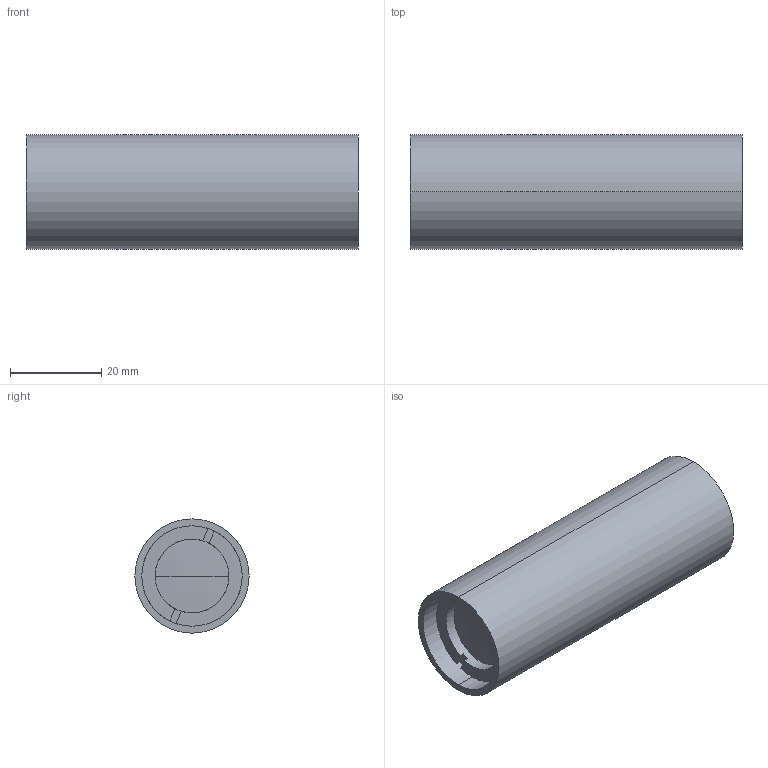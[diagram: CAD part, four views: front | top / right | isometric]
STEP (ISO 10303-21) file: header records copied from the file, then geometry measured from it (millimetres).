
FILE_DESCRIPTION (( 'STEP AP203' ), '1' );
FILE_NAME ('step_45760.step', '2014-11-12T16:19:34', ( '' ), ( '' ), 'SwSTEP 2.0', 'SolidWorks 2014', '' );
FILE_SCHEMA (( 'CONFIG_CONTROL_DESIGN' ));
Length unit declared in the file: millimetre
Products named in the file (1): step_45760
Bounding box: 72.66 x 25 x 25 mm (x, y, z)
Volume: 28980.7 mm3; surface area: 21108.7 mm2
Topology: 13 solids, 13 shells, 115 faces, 246 edges, 164 vertices
Faces by surface type: cylinder 44, bspline 40, plane 29, cone 2
Entity records: 3833 total; most frequent: CARTESIAN_POINT 1258, DIRECTION 558, ORIENTED_EDGE 492, EDGE_CURVE 246, AXIS2_PLACEMENT_3D 240, CIRCLE 164, VERTEX_POINT 164, EDGE_LOOP 128
